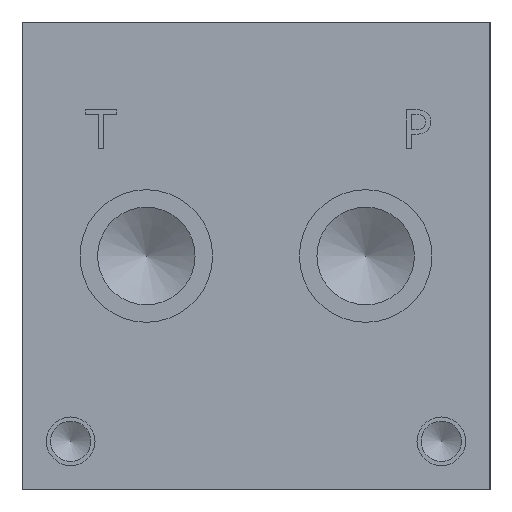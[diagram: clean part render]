
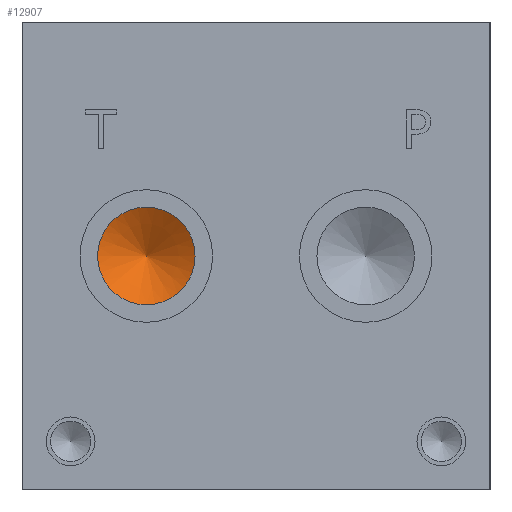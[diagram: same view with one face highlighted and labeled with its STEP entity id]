
A CAD part, left-side view. The second image highlights one B-rep face of the part: STEP entity #12907.
In plain terms, the highlighted conical face has half-angle 60 degrees and reference radius 3.969 mm.
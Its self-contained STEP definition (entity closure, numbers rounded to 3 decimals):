
#89=CONICAL_SURFACE('',#13482,3.969,1.047);
#351=CIRCLE('',#13483,7.938);
#352=CIRCLE('',#13484,7.938);
#1539=FACE_OUTER_BOUND('',#2278,.T.);
#2278=EDGE_LOOP('',(#10852,#10853,#10854,#10855));
#3558=LINE('',#21733,#4765);
#4765=VECTOR('',#15791,3.969);
#5878=VERTEX_POINT('',#21729);
#5879=VERTEX_POINT('',#21730);
#5880=VERTEX_POINT('',#21732);
#7607=EDGE_CURVE('',#5878,#5879,#351,.T.);
#7608=EDGE_CURVE('',#5879,#5880,#3558,.T.);
#7609=EDGE_CURVE('',#5879,#5878,#352,.T.);
#10852=ORIENTED_EDGE('',*,*,#7607,.T.);
#10853=ORIENTED_EDGE('',*,*,#7608,.T.);
#10854=ORIENTED_EDGE('',*,*,#7608,.F.);
#10855=ORIENTED_EDGE('',*,*,#7609,.T.);
#12907=ADVANCED_FACE('',(#1539),#89,.F.);
#13482=AXIS2_PLACEMENT_3D('',#21728,#15787,#15788);
#13483=AXIS2_PLACEMENT_3D('',#21731,#15789,#15790);
#13484=AXIS2_PLACEMENT_3D('',#21734,#15792,#15793);
#15787=DIRECTION('center_axis',(-1.,0.,0.));
#15788=DIRECTION('ref_axis',(0.,1.,0.));
#15789=DIRECTION('center_axis',(-1.,0.,0.));
#15790=DIRECTION('ref_axis',(0.,1.,0.));
#15791=DIRECTION('',(0.5,0.866,0.));
#15792=DIRECTION('center_axis',(-1.,0.,0.));
#15793=DIRECTION('ref_axis',(0.,1.,0.));
#21728=CARTESIAN_POINT('Origin',(18.117,55.956,38.1));
#21729=CARTESIAN_POINT('',(15.825,63.894,38.1));
#21730=CARTESIAN_POINT('',(15.825,48.019,38.1));
#21731=CARTESIAN_POINT('Origin',(15.825,55.956,38.1));
#21732=CARTESIAN_POINT('',(20.408,55.956,38.1));
#21733=CARTESIAN_POINT('',(18.117,51.987,38.1));
#21734=CARTESIAN_POINT('Origin',(15.825,55.956,38.1));
